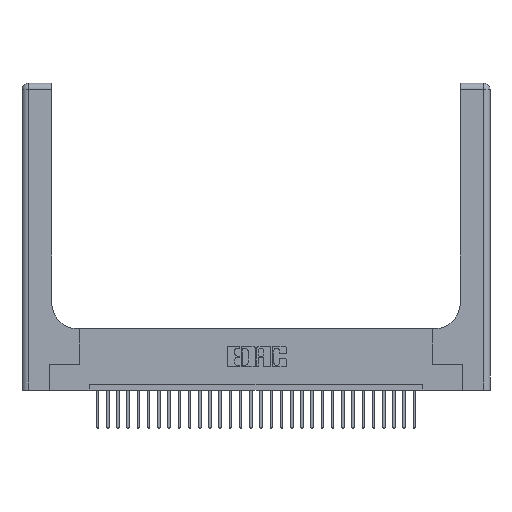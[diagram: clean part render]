
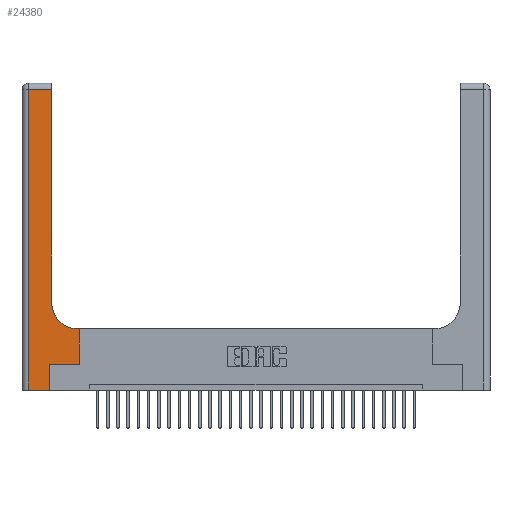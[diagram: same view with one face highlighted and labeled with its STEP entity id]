
A CAD part, top view. The second image highlights one B-rep face of the part: STEP entity #24380.
In plain terms, the highlighted planar face has unit normal (0, 0, 1).
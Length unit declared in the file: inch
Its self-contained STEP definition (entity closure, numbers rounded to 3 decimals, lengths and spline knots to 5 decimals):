
#1562 = DIRECTION ( 'NONE',  ( -1., 0., 0. ) ) ;
#1681 = VERTEX_POINT ( 'NONE', #22565 ) ;
#1698 = LINE ( 'NONE', #9672, #6091 ) ;
#1856 = VERTEX_POINT ( 'NONE', #25689 ) ;
#1934 = CARTESIAN_POINT ( 'NONE',  ( 0.5415, 0.85, 0.37 ) ) ;
#1987 = ORIENTED_EDGE ( 'NONE', *, *, #23644, .T. ) ;
#2015 = ORIENTED_EDGE ( 'NONE', *, *, #27326, .T. ) ;
#3029 = ORIENTED_EDGE ( 'NONE', *, *, #13964, .T. ) ;
#3571 = EDGE_CURVE ( 'NONE', #9125, #21952, #19345, .T. ) ;
#4070 = VECTOR ( 'NONE', #12564, 39.37008 ) ;
#4326 = CARTESIAN_POINT ( 'NONE',  ( 0.269, 0., 0.37 ) ) ;
#4393 = VECTOR ( 'NONE', #16152, 39.37008 ) ;
#4719 = EDGE_CURVE ( 'NONE', #21952, #14800, #19992, .T. ) ;
#5028 = LINE ( 'NONE', #30171, #19113 ) ;
#5059 = CARTESIAN_POINT ( 'NONE',  ( 0.269, 0.25, 0.37 ) ) ;
#6091 = VECTOR ( 'NONE', #26125, 39.37008 ) ;
#7172 = VECTOR ( 'NONE', #9608, 39.37008 ) ;
#7663 = CARTESIAN_POINT ( 'NONE',  ( 0.06, 3., 0.37 ) ) ;
#8366 = ORIENTED_EDGE ( 'NONE', *, *, #3571, .T. ) ;
#9125 = VERTEX_POINT ( 'NONE', #9904 ) ;
#9608 = DIRECTION ( 'NONE',  ( 0., 1., 0. ) ) ;
#9672 = CARTESIAN_POINT ( 'NONE',  ( 0.2915, 0.6, 0.37 ) ) ;
#9904 = CARTESIAN_POINT ( 'NONE',  ( 0.5415, 0.6, 0.37 ) ) ;
#9986 = ORIENTED_EDGE ( 'NONE', *, *, #23810, .T. ) ;
#10146 = LINE ( 'NONE', #4326, #7172 ) ;
#10214 = LINE ( 'NONE', #7663, #29794 ) ;
#10304 = LINE ( 'NONE', #23572, #12894 ) ;
#11359 = DIRECTION ( 'NONE',  ( -1., 0., 0. ) ) ;
#11661 = ORIENTED_EDGE ( 'NONE', *, *, #4719, .T. ) ;
#12564 = DIRECTION ( 'NONE',  ( 0., 1., 0. ) ) ;
#12894 = VECTOR ( 'NONE', #14160, 39.37008 ) ;
#13310 = CARTESIAN_POINT ( 'NONE',  ( 0.2915, 2.94, 0.37 ) ) ;
#13581 = CARTESIAN_POINT ( 'NONE',  ( 0.06, 0., 0.37 ) ) ;
#13601 = DIRECTION ( 'NONE',  ( 0., 0., -1. ) ) ;
#13964 = EDGE_CURVE ( 'NONE', #1681, #18303, #10146, .T. ) ;
#14137 = DIRECTION ( 'NONE',  ( 0., -1., 0. ) ) ;
#14160 = DIRECTION ( 'NONE',  ( 1., 0., 0. ) ) ;
#14800 = VERTEX_POINT ( 'NONE', #13310 ) ;
#14975 = VERTEX_POINT ( 'NONE', #13581 ) ;
#14985 = CARTESIAN_POINT ( 'NONE',  ( 0.2915, 0.85, 0.37 ) ) ;
#15619 = EDGE_CURVE ( 'NONE', #18303, #1856, #29262, .T. ) ;
#16152 = DIRECTION ( 'NONE',  ( 0., 1., 0. ) ) ;
#16685 = VECTOR ( 'NONE', #23195, 39.37008 ) ;
#18001 = CARTESIAN_POINT ( 'NONE',  ( 0.06, 2.94, 0.37 ) ) ;
#18299 = CARTESIAN_POINT ( 'NONE',  ( 0.5585, 0.25, 0.37 ) ) ;
#18303 = VERTEX_POINT ( 'NONE', #5059 ) ;
#18810 = ORIENTED_EDGE ( 'NONE', *, *, #19221, .T. ) ;
#19113 = VECTOR ( 'NONE', #11359, 39.37008 ) ;
#19221 = EDGE_CURVE ( 'NONE', #19571, #9125, #1698, .T. ) ;
#19345 = CIRCLE ( 'NONE', #23528, 0.25 ) ;
#19571 = VERTEX_POINT ( 'NONE', #26929 ) ;
#19899 = CARTESIAN_POINT ( 'NONE',  ( 0.2915, 3., 0.37 ) ) ;
#19992 = LINE ( 'NONE', #19899, #4070 ) ;
#20610 = CARTESIAN_POINT ( 'NONE',  ( 0.269, 0.25, 0.37 ) ) ;
#21037 = LINE ( 'NONE', #18299, #4393 ) ;
#21141 = DIRECTION ( 'NONE',  ( 1., 0., 0. ) ) ;
#21952 = VERTEX_POINT ( 'NONE', #14985 ) ;
#22565 = CARTESIAN_POINT ( 'NONE',  ( 0.269, 0., 0.37 ) ) ;
#23195 = DIRECTION ( 'NONE',  ( 1., 0., 0. ) ) ;
#23463 = VERTEX_POINT ( 'NONE', #18001 ) ;
#23528 = AXIS2_PLACEMENT_3D ( 'NONE', #1934, #13601, #21141 ) ;
#23572 = CARTESIAN_POINT ( 'NONE',  ( 0., 0., 0.37 ) ) ;
#23644 = EDGE_CURVE ( 'NONE', #1856, #19571, #21037, .T. ) ;
#23810 = EDGE_CURVE ( 'NONE', #14975, #1681, #10304, .T. ) ;
#24380 = ADVANCED_FACE ( 'NONE', ( #24720 ), #25243, .F. ) ;
#24720 = FACE_OUTER_BOUND ( 'NONE', #29800, .T. ) ;
#25243 = PLANE ( 'NONE',  #25893 ) ;
#25689 = CARTESIAN_POINT ( 'NONE',  ( 0.5585, 0.25, 0.37 ) ) ;
#25893 = AXIS2_PLACEMENT_3D ( 'NONE', #27609, #30291, #1562 ) ;
#26125 = DIRECTION ( 'NONE',  ( -1., 0., 0. ) ) ;
#26929 = CARTESIAN_POINT ( 'NONE',  ( 0.5585, 0.6, 0.37 ) ) ;
#27011 = ORIENTED_EDGE ( 'NONE', *, *, #15619, .T. ) ;
#27239 = EDGE_CURVE ( 'NONE', #14800, #23463, #5028, .T. ) ;
#27326 = EDGE_CURVE ( 'NONE', #23463, #14975, #10214, .T. ) ;
#27609 = CARTESIAN_POINT ( 'NONE',  ( 0., 3., 0.37 ) ) ;
#28498 = ORIENTED_EDGE ( 'NONE', *, *, #27239, .T. ) ;
#29262 = LINE ( 'NONE', #20610, #16685 ) ;
#29794 = VECTOR ( 'NONE', #14137, 39.37008 ) ;
#29800 = EDGE_LOOP ( 'NONE', ( #11661, #28498, #2015, #9986, #3029, #27011, #1987, #18810, #8366 ) ) ;
#30171 = CARTESIAN_POINT ( 'NONE',  ( 0., 2.94, 0.37 ) ) ;
#30291 = DIRECTION ( 'NONE',  ( 0., 0., -1. ) ) ;
